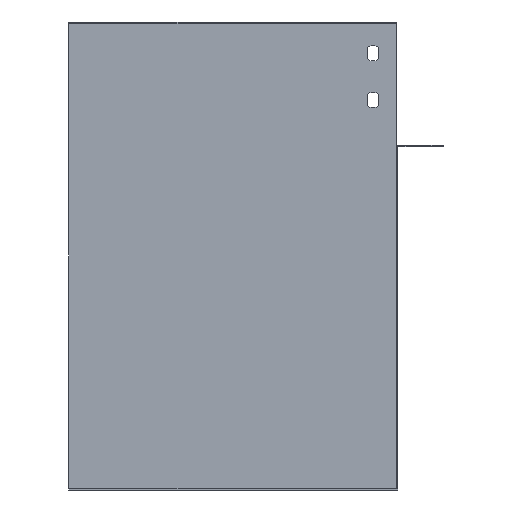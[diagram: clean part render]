
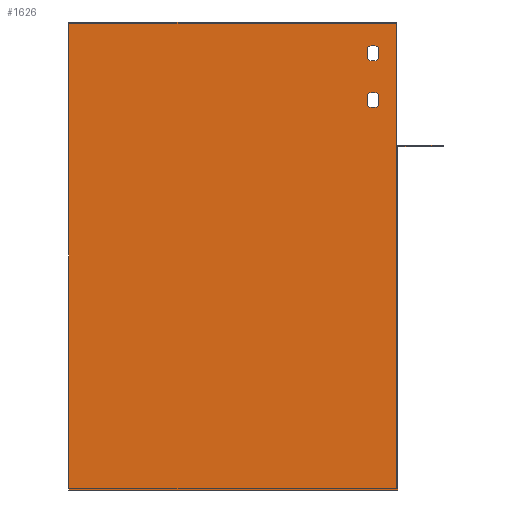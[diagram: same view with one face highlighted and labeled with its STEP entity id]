
A CAD part, left-side view. The second image highlights one B-rep face of the part: STEP entity #1626.
In plain terms, the highlighted planar face has unit normal (-1, 0, 0).
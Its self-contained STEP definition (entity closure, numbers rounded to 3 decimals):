
#1 = CIRCLE ( 'NONE', #1418, 5. ) ;
#5 = VECTOR ( 'NONE', #1018, 1000. ) ;
#8 = CIRCLE ( 'NONE', #1417, 5. ) ;
#9 = LINE ( 'NONE', #1044, #26 ) ;
#12 = LINE ( 'NONE', #1032, #15 ) ;
#15 = VECTOR ( 'NONE', #1033, 1000. ) ;
#18 = LINE ( 'NONE', #1038, #21 ) ;
#21 = VECTOR ( 'NONE', #1039, 1000. ) ;
#22 = CIRCLE ( 'NONE', #1416, 5. ) ;
#26 = VECTOR ( 'NONE', #1028, 1000. ) ;
#27 = CIRCLE ( 'NONE', #1415, 5. ) ;
#29 = LINE ( 'NONE', #1043, #31 ) ;
#31 = VECTOR ( 'NONE', #1042, 1000. ) ;
#36 = LINE ( 'NONE', #1060, #39 ) ;
#39 = VECTOR ( 'NONE', #1061, 1000. ) ;
#51 = LINE ( 'NONE', #1071, #53 ) ;
#53 = VECTOR ( 'NONE', #1080, 1000. ) ;
#60 = LINE ( 'NONE', #1099, #71 ) ;
#71 = VECTOR ( 'NONE', #1106, 1000. ) ;
#187 = FACE_BOUND ( 'NONE', #1324, .T. ) ;
#189 = FACE_OUTER_BOUND ( 'NONE', #273, .T. ) ;
#194 = FACE_BOUND ( 'NONE', #447, .T. ) ;
#273 = EDGE_LOOP ( 'NONE', ( #1743, #1742, #1741, #1740, #1739, #1738, #1737, #1736 ) ) ;
#307 = VERTEX_POINT ( 'NONE', #493 ) ;
#312 = VERTEX_POINT ( 'NONE', #481 ) ;
#320 = VERTEX_POINT ( 'NONE', #489 ) ;
#321 = VERTEX_POINT ( 'NONE', #496 ) ;
#323 = VERTEX_POINT ( 'NONE', #495 ) ;
#331 = VERTEX_POINT ( 'NONE', #825 ) ;
#333 = VERTEX_POINT ( 'NONE', #821 ) ;
#334 = VERTEX_POINT ( 'NONE', #827 ) ;
#338 = VERTEX_POINT ( 'NONE', #819 ) ;
#344 = VERTEX_POINT ( 'NONE', #801 ) ;
#347 = VERTEX_POINT ( 'NONE', #805 ) ;
#350 = VERTEX_POINT ( 'NONE', #810 ) ;
#353 = VERTEX_POINT ( 'NONE', #829 ) ;
#354 = VERTEX_POINT ( 'NONE', #813 ) ;
#366 = VERTEX_POINT ( 'NONE', #738 ) ;
#394 = VERTEX_POINT ( 'NONE', #750 ) ;
#447 = EDGE_LOOP ( 'NONE', ( #1747, #1746, #1745, #1744 ) ) ;
#481 = CARTESIAN_POINT ( 'NONE',  ( 0., 18.5, -52.571 ) ) ;
#489 = CARTESIAN_POINT ( 'NONE',  ( 0., -1., -299. ) ) ;
#493 = CARTESIAN_POINT ( 'NONE',  ( 0., 18.5, -45.429 ) ) ;
#495 = CARTESIAN_POINT ( 'NONE',  ( 0., -30., -79. ) ) ;
#496 = CARTESIAN_POINT ( 'NONE',  ( 0., -1., -79. ) ) ;
#579 = DIRECTION ( 'NONE',  ( 1., 0., 0. ) ) ;
#581 = CARTESIAN_POINT ( 'NONE',  ( 0., 210., 1. ) ) ;
#583 = PLANE ( 'NONE',  #1398 ) ;
#585 = DIRECTION ( 'NONE',  ( 0., 1., 0. ) ) ;
#738 = CARTESIAN_POINT ( 'NONE',  ( 0., 210., 1. ) ) ;
#750 = CARTESIAN_POINT ( 'NONE',  ( 0., 0., 1. ) ) ;
#801 = CARTESIAN_POINT ( 'NONE',  ( 0., 11.5, -15.429 ) ) ;
#805 = CARTESIAN_POINT ( 'NONE',  ( 0., 210., -299. ) ) ;
#810 = CARTESIAN_POINT ( 'NONE',  ( 0., 11.5, -52.571 ) ) ;
#813 = CARTESIAN_POINT ( 'NONE',  ( 0., 11.5, -45.429 ) ) ;
#819 = CARTESIAN_POINT ( 'NONE',  ( 0., 18.5, -22.571 ) ) ;
#821 = CARTESIAN_POINT ( 'NONE',  ( 0., 18.5, -15.429 ) ) ;
#825 = CARTESIAN_POINT ( 'NONE',  ( 0., -30., -78. ) ) ;
#827 = CARTESIAN_POINT ( 'NONE',  ( 0., 11.5, -22.571 ) ) ;
#829 = CARTESIAN_POINT ( 'NONE',  ( 0., 0., -78. ) ) ;
#994 = CARTESIAN_POINT ( 'NONE',  ( 0., -30., -78. ) ) ;
#996 = DIRECTION ( 'NONE',  ( 0., -1., 0. ) ) ;
#1002 = DIRECTION ( 'NONE',  ( 0., 0., -1. ) ) ;
#1009 = CARTESIAN_POINT ( 'NONE',  ( 0., 0., -79. ) ) ;
#1010 = CARTESIAN_POINT ( 'NONE',  ( 0., 210., -299. ) ) ;
#1011 = DIRECTION ( 'NONE',  ( 0., -1., 0. ) ) ;
#1013 = CARTESIAN_POINT ( 'NONE',  ( 0., -1., -299. ) ) ;
#1014 = DIRECTION ( 'NONE',  ( 0., 0., -1. ) ) ;
#1018 = DIRECTION ( 'NONE',  ( 0., -1., 0. ) ) ;
#1024 = CARTESIAN_POINT ( 'NONE',  ( 0., 15., -49. ) ) ;
#1025 = DIRECTION ( 'NONE',  ( 1., 0., 0. ) ) ;
#1026 = DIRECTION ( 'NONE',  ( 0., 0., -1. ) ) ;
#1028 = DIRECTION ( 'NONE',  ( 0., 0., 1. ) ) ;
#1029 = CARTESIAN_POINT ( 'NONE',  ( 0., 15., -49. ) ) ;
#1030 = DIRECTION ( 'NONE',  ( 1., 0., 0. ) ) ;
#1031 = DIRECTION ( 'NONE',  ( 0., 0., -1. ) ) ;
#1032 = CARTESIAN_POINT ( 'NONE',  ( 0., 18.5, -45.429 ) ) ;
#1033 = DIRECTION ( 'NONE',  ( 0., 0., 1. ) ) ;
#1038 = CARTESIAN_POINT ( 'NONE',  ( 0., 11.5, -45.429 ) ) ;
#1039 = DIRECTION ( 'NONE',  ( 0., 0., -1. ) ) ;
#1042 = DIRECTION ( 'NONE',  ( 0., 0., -1. ) ) ;
#1043 = CARTESIAN_POINT ( 'NONE',  ( 0., 11.5, -15.429 ) ) ;
#1044 = CARTESIAN_POINT ( 'NONE',  ( 0., 18.5, -15.429 ) ) ;
#1045 = CARTESIAN_POINT ( 'NONE',  ( 0., 15., -19. ) ) ;
#1046 = DIRECTION ( 'NONE',  ( 1., 0., 0. ) ) ;
#1047 = DIRECTION ( 'NONE',  ( 0., 0., -1. ) ) ;
#1051 = CARTESIAN_POINT ( 'NONE',  ( 0., 15., -19. ) ) ;
#1052 = DIRECTION ( 'NONE',  ( 1., 0., 0. ) ) ;
#1053 = DIRECTION ( 'NONE',  ( 0., 0., -1. ) ) ;
#1060 = CARTESIAN_POINT ( 'NONE',  ( 0., 210., 1. ) ) ;
#1061 = DIRECTION ( 'NONE',  ( 0., 0., -1. ) ) ;
#1071 = CARTESIAN_POINT ( 'NONE',  ( 0., 210., 1. ) ) ;
#1080 = DIRECTION ( 'NONE',  ( 0., -1., 0. ) ) ;
#1099 = CARTESIAN_POINT ( 'NONE',  ( 0., 0., 1. ) ) ;
#1106 = DIRECTION ( 'NONE',  ( 0., 0., -1. ) ) ;
#1317 = CARTESIAN_POINT ( 'NONE',  ( 0., 0., -78. ) ) ;
#1324 = EDGE_LOOP ( 'NONE', ( #1751, #1750, #1749, #1748 ) ) ;
#1398 = AXIS2_PLACEMENT_3D ( 'NONE', #581, #579, #585 ) ;
#1415 = AXIS2_PLACEMENT_3D ( 'NONE', #1051, #1052, #1053 ) ;
#1416 = AXIS2_PLACEMENT_3D ( 'NONE', #1045, #1046, #1047 ) ;
#1417 = AXIS2_PLACEMENT_3D ( 'NONE', #1029, #1030, #1031 ) ;
#1418 = AXIS2_PLACEMENT_3D ( 'NONE', #1024, #1025, #1026 ) ;
#1501 = EDGE_CURVE ( 'NONE', #353, #331, #1933, .T. ) ;
#1504 = EDGE_CURVE ( 'NONE', #331, #323, #1938, .T. ) ;
#1508 = EDGE_CURVE ( 'NONE', #321, #323, #1949, .T. ) ;
#1510 = EDGE_CURVE ( 'NONE', #321, #320, #1951, .T. ) ;
#1513 = EDGE_CURVE ( 'NONE', #347, #320, #1956, .T. ) ;
#1515 = EDGE_CURVE ( 'NONE', #307, #354, #1, .T. ) ;
#1517 = EDGE_CURVE ( 'NONE', #350, #312, #8, .T. ) ;
#1519 = EDGE_CURVE ( 'NONE', #312, #307, #12, .T. ) ;
#1522 = EDGE_CURVE ( 'NONE', #354, #350, #18, .T. ) ;
#1524 = EDGE_CURVE ( 'NONE', #333, #344, #22, .T. ) ;
#1525 = EDGE_CURVE ( 'NONE', #338, #333, #9, .T. ) ;
#1527 = EDGE_CURVE ( 'NONE', #334, #338, #27, .T. ) ;
#1528 = EDGE_CURVE ( 'NONE', #344, #334, #29, .T. ) ;
#1532 = EDGE_CURVE ( 'NONE', #366, #347, #36, .T. ) ;
#1540 = EDGE_CURVE ( 'NONE', #366, #394, #51, .T. ) ;
#1551 = EDGE_CURVE ( 'NONE', #394, #353, #60, .T. ) ;
#1626 = ADVANCED_FACE ( 'NONE', ( #187, #194, #189 ), #583, .F. ) ;
#1736 = ORIENTED_EDGE ( 'NONE', *, *, #1540, .F. ) ;
#1737 = ORIENTED_EDGE ( 'NONE', *, *, #1551, .F. ) ;
#1738 = ORIENTED_EDGE ( 'NONE', *, *, #1501, .F. ) ;
#1739 = ORIENTED_EDGE ( 'NONE', *, *, #1504, .F. ) ;
#1740 = ORIENTED_EDGE ( 'NONE', *, *, #1508, .T. ) ;
#1741 = ORIENTED_EDGE ( 'NONE', *, *, #1510, .F. ) ;
#1742 = ORIENTED_EDGE ( 'NONE', *, *, #1513, .T. ) ;
#1743 = ORIENTED_EDGE ( 'NONE', *, *, #1532, .T. ) ;
#1744 = ORIENTED_EDGE ( 'NONE', *, *, #1515, .T. ) ;
#1745 = ORIENTED_EDGE ( 'NONE', *, *, #1519, .T. ) ;
#1746 = ORIENTED_EDGE ( 'NONE', *, *, #1517, .T. ) ;
#1747 = ORIENTED_EDGE ( 'NONE', *, *, #1522, .T. ) ;
#1748 = ORIENTED_EDGE ( 'NONE', *, *, #1524, .T. ) ;
#1749 = ORIENTED_EDGE ( 'NONE', *, *, #1525, .T. ) ;
#1750 = ORIENTED_EDGE ( 'NONE', *, *, #1527, .T. ) ;
#1751 = ORIENTED_EDGE ( 'NONE', *, *, #1528, .T. ) ;
#1933 = LINE ( 'NONE', #1317, #1937 ) ;
#1937 = VECTOR ( 'NONE', #996, 1000. ) ;
#1938 = LINE ( 'NONE', #994, #1943 ) ;
#1943 = VECTOR ( 'NONE', #1002, 1000. ) ;
#1949 = LINE ( 'NONE', #1009, #1950 ) ;
#1950 = VECTOR ( 'NONE', #1011, 1000. ) ;
#1951 = LINE ( 'NONE', #1013, #1955 ) ;
#1955 = VECTOR ( 'NONE', #1014, 1000. ) ;
#1956 = LINE ( 'NONE', #1010, #5 ) ;
